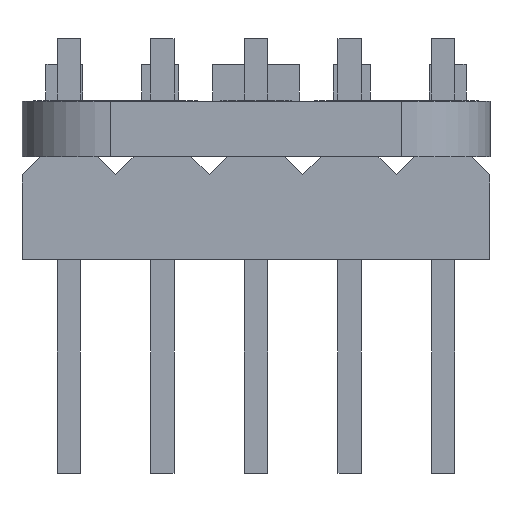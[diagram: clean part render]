
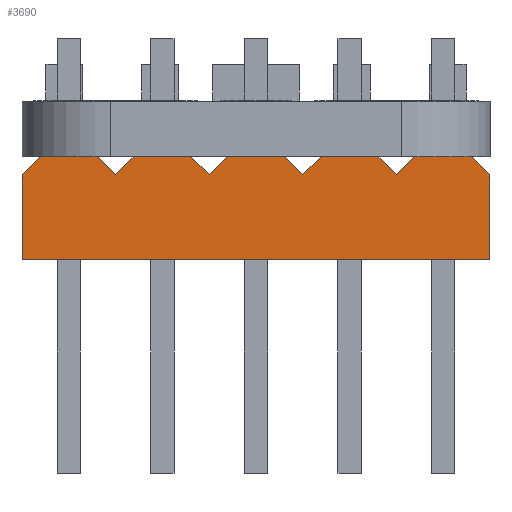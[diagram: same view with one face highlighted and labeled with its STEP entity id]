
A CAD part, front view. The second image highlights one B-rep face of the part: STEP entity #3690.
In plain terms, the highlighted planar face has unit normal (0, -1, 0).
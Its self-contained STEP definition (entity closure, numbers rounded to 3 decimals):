
#90 = CARTESIAN_POINT ( 'NONE',  ( -7.432, -5.864, 12.255 ) ) ;
#117 = DIRECTION ( 'NONE',  ( -0.707, 0., -0.707 ) ) ;
#163 = CARTESIAN_POINT ( 'NONE',  ( -5.392, -5.864, 12.755 ) ) ;
#180 = CARTESIAN_POINT ( 'NONE',  ( -5.092, -5.864, 12.455 ) ) ;
#296 = DIRECTION ( 'NONE',  ( -1., 0., 0. ) ) ;
#322 = CARTESIAN_POINT ( 'NONE',  ( 0.688, -5.864, 12.755 ) ) ;
#368 = DIRECTION ( 'NONE',  ( -0.707, 0., 0.707 ) ) ;
#375 = ORIENTED_EDGE ( 'NONE', *, *, #3655, .T. ) ;
#418 = EDGE_CURVE ( 'NONE', #3000, #6204, #4894, .T. ) ;
#425 = EDGE_CURVE ( 'NONE', #2413, #5686, #5145, .T. ) ;
#708 = VERTEX_POINT ( 'NONE', #4000 ) ;
#721 = CARTESIAN_POINT ( 'NONE',  ( -7.432, -5.864, 12.255 ) ) ;
#757 = EDGE_CURVE ( 'NONE', #4600, #3196, #3503, .T. ) ;
#1016 = VECTOR ( 'NONE', #296, 1000. ) ;
#1022 = LINE ( 'NONE', #4264, #2165 ) ;
#1030 = LINE ( 'NONE', #1102, #6133 ) ;
#1056 = VERTEX_POINT ( 'NONE', #5004 ) ;
#1084 = ORIENTED_EDGE ( 'NONE', *, *, #4838, .T. ) ;
#1096 = DIRECTION ( 'NONE',  ( -1., 0., 0. ) ) ;
#1102 = CARTESIAN_POINT ( 'NONE',  ( -9.972, -5.864, 12.755 ) ) ;
#1321 = CARTESIAN_POINT ( 'NONE',  ( 2.728, -5.864, 12.255 ) ) ;
#1339 = CARTESIAN_POINT ( 'NONE',  ( -9.972, -5.864, 12.755 ) ) ;
#1372 = VERTEX_POINT ( 'NONE', #3846 ) ;
#1375 = DIRECTION ( 'NONE',  ( -0.707, 0., -0.707 ) ) ;
#1413 = LINE ( 'NONE', #3019, #4134 ) ;
#1423 = CARTESIAN_POINT ( 'NONE',  ( 2.728, -5.864, 12.755 ) ) ;
#1454 = CARTESIAN_POINT ( 'NONE',  ( -4.892, -5.864, 12.255 ) ) ;
#1520 = PLANE ( 'NONE',  #4005 ) ;
#1690 = ORIENTED_EDGE ( 'NONE', *, *, #6725, .T. ) ;
#1761 = VERTEX_POINT ( 'NONE', #2197 ) ;
#1773 = CARTESIAN_POINT ( 'NONE',  ( 2.228, -5.864, 12.755 ) ) ;
#1797 = VECTOR ( 'NONE', #3562, 1000. ) ;
#1804 = EDGE_CURVE ( 'NONE', #2462, #2678, #5355, .T. ) ;
#1874 = ORIENTED_EDGE ( 'NONE', *, *, #6738, .T. ) ;
#1879 = DIRECTION ( 'NONE',  ( 0.707, 0., 0.707 ) ) ;
#1973 = DIRECTION ( 'NONE',  ( -1., 0., 0. ) ) ;
#2078 = ORIENTED_EDGE ( 'NONE', *, *, #5312, .F. ) ;
#2121 = EDGE_CURVE ( 'NONE', #4185, #3196, #2758, .T. ) ;
#2126 = ORIENTED_EDGE ( 'NONE', *, *, #425, .T. ) ;
#2160 = VECTOR ( 'NONE', #1879, 1000. ) ;
#2165 = VECTOR ( 'NONE', #1096, 1000. ) ;
#2197 = CARTESIAN_POINT ( 'NONE',  ( -9.972, -5.864, 9.955 ) ) ;
#2208 = VERTEX_POINT ( 'NONE', #1773 ) ;
#2227 = CARTESIAN_POINT ( 'NONE',  ( 0.688, -5.864, 12.755 ) ) ;
#2319 = VERTEX_POINT ( 'NONE', #1321 ) ;
#2350 = ORIENTED_EDGE ( 'NONE', *, *, #757, .F. ) ;
#2410 = DIRECTION ( 'NONE',  ( 1., 0., 0. ) ) ;
#2413 = VERTEX_POINT ( 'NONE', #6336 ) ;
#2426 = DIRECTION ( 'NONE',  ( 0., -1., 0. ) ) ;
#2432 = ORIENTED_EDGE ( 'NONE', *, *, #3546, .T. ) ;
#2462 = VERTEX_POINT ( 'NONE', #721 ) ;
#2483 = VERTEX_POINT ( 'NONE', #5969 ) ;
#2560 = LINE ( 'NONE', #6112, #4437 ) ;
#2636 = EDGE_CURVE ( 'NONE', #3000, #708, #1022, .T. ) ;
#2665 = CARTESIAN_POINT ( 'NONE',  ( -9.972, -5.864, 12.255 ) ) ;
#2673 = CARTESIAN_POINT ( 'NONE',  ( -1.852, -5.864, 12.755 ) ) ;
#2678 = VERTEX_POINT ( 'NONE', #5509 ) ;
#2722 = VECTOR ( 'NONE', #6298, 1000. ) ;
#2758 = LINE ( 'NONE', #2227, #5465 ) ;
#2812 = DIRECTION ( 'NONE',  ( -0.707, 0., 0.707 ) ) ;
#2883 = DIRECTION ( 'NONE',  ( 0., 0., -1. ) ) ;
#2935 = LINE ( 'NONE', #5020, #1016 ) ;
#3000 = VERTEX_POINT ( 'NONE', #163 ) ;
#3019 = CARTESIAN_POINT ( 'NONE',  ( -9.972, -5.864, 12.755 ) ) ;
#3141 = DIRECTION ( 'NONE',  ( 0.707, 0., 0.707 ) ) ;
#3172 = LINE ( 'NONE', #6656, #2160 ) ;
#3174 = DIRECTION ( 'NONE',  ( -1., 0., 0. ) ) ;
#3196 = VERTEX_POINT ( 'NONE', #6632 ) ;
#3279 = EDGE_CURVE ( 'NONE', #4786, #3510, #5678, .T. ) ;
#3481 = VECTOR ( 'NONE', #2812, 1000. ) ;
#3503 = LINE ( 'NONE', #6101, #3806 ) ;
#3510 = VERTEX_POINT ( 'NONE', #2673 ) ;
#3516 = CARTESIAN_POINT ( 'NONE',  ( -2.352, -5.864, 12.255 ) ) ;
#3546 = EDGE_CURVE ( 'NONE', #5686, #1761, #6007, .T. ) ;
#3562 = DIRECTION ( 'NONE',  ( 0., 0., 1. ) ) ;
#3594 = VECTOR ( 'NONE', #1973, 1000. ) ;
#3655 = EDGE_CURVE ( 'NONE', #2319, #2208, #2560, .T. ) ;
#3690 = ADVANCED_FACE ( 'NONE', ( #6184 ), #1520, .T. ) ;
#3806 = VECTOR ( 'NONE', #4085, 1000. ) ;
#3846 = CARTESIAN_POINT ( 'NONE',  ( -4.392, -5.864, 12.755 ) ) ;
#4000 = CARTESIAN_POINT ( 'NONE',  ( -6.932, -5.864, 12.755 ) ) ;
#4005 = AXIS2_PLACEMENT_3D ( 'NONE', #5584, #2426, #4529 ) ;
#4021 = ORIENTED_EDGE ( 'NONE', *, *, #2636, .T. ) ;
#4075 = CARTESIAN_POINT ( 'NONE',  ( -9.972, -5.864, 9.955 ) ) ;
#4085 = DIRECTION ( 'NONE',  ( 0.707, 0., -0.707 ) ) ;
#4124 = ORIENTED_EDGE ( 'NONE', *, *, #4196, .T. ) ;
#4134 = VECTOR ( 'NONE', #4857, 1000. ) ;
#4149 = LINE ( 'NONE', #5195, #3594 ) ;
#4185 = VERTEX_POINT ( 'NONE', #322 ) ;
#4196 = EDGE_CURVE ( 'NONE', #1761, #2483, #5528, .T. ) ;
#4233 = ORIENTED_EDGE ( 'NONE', *, *, #4485, .T. ) ;
#4234 = VECTOR ( 'NONE', #1375, 1000. ) ;
#4264 = CARTESIAN_POINT ( 'NONE',  ( -9.972, -5.864, 12.755 ) ) ;
#4318 = EDGE_CURVE ( 'NONE', #2678, #2413, #2935, .T. ) ;
#4406 = DIRECTION ( 'NONE',  ( 0.707, 0., -0.707 ) ) ;
#4428 = CARTESIAN_POINT ( 'NONE',  ( -2.352, -5.864, 12.255 ) ) ;
#4437 = VECTOR ( 'NONE', #368, 1000. ) ;
#4485 = EDGE_CURVE ( 'NONE', #2483, #2319, #5187, .T. ) ;
#4529 = DIRECTION ( 'NONE',  ( 0., 0., -1. ) ) ;
#4588 = ORIENTED_EDGE ( 'NONE', *, *, #5946, .T. ) ;
#4600 = VERTEX_POINT ( 'NONE', #6730 ) ;
#4648 = VECTOR ( 'NONE', #3141, 1000. ) ;
#4649 = EDGE_CURVE ( 'NONE', #4600, #3510, #1413, .T. ) ;
#4660 = ORIENTED_EDGE ( 'NONE', *, *, #4318, .T. ) ;
#4699 = ORIENTED_EDGE ( 'NONE', *, *, #418, .F. ) ;
#4786 = VERTEX_POINT ( 'NONE', #4428 ) ;
#4800 = LINE ( 'NONE', #5839, #2722 ) ;
#4838 = EDGE_CURVE ( 'NONE', #4786, #1056, #5445, .T. ) ;
#4857 = DIRECTION ( 'NONE',  ( -1., 0., 0. ) ) ;
#4894 = LINE ( 'NONE', #180, #6775 ) ;
#4904 = ORIENTED_EDGE ( 'NONE', *, *, #1804, .T. ) ;
#5004 = CARTESIAN_POINT ( 'NONE',  ( -2.852, -5.864, 12.755 ) ) ;
#5020 = CARTESIAN_POINT ( 'NONE',  ( -9.972, -5.864, 12.755 ) ) ;
#5145 = LINE ( 'NONE', #5615, #4234 ) ;
#5187 = LINE ( 'NONE', #1423, #1797 ) ;
#5192 = CARTESIAN_POINT ( 'NONE',  ( -2.152, -5.864, 12.455 ) ) ;
#5195 = CARTESIAN_POINT ( 'NONE',  ( -9.972, -5.864, 12.755 ) ) ;
#5312 = EDGE_CURVE ( 'NONE', #2462, #708, #3172, .T. ) ;
#5355 = LINE ( 'NONE', #90, #6019 ) ;
#5445 = LINE ( 'NONE', #3516, #3481 ) ;
#5465 = VECTOR ( 'NONE', #117, 1000. ) ;
#5509 = CARTESIAN_POINT ( 'NONE',  ( -7.932, -5.864, 12.755 ) ) ;
#5528 = LINE ( 'NONE', #4075, #6210 ) ;
#5584 = CARTESIAN_POINT ( 'NONE',  ( -9.972, -5.864, 12.755 ) ) ;
#5615 = CARTESIAN_POINT ( 'NONE',  ( -9.472, -5.864, 12.755 ) ) ;
#5678 = LINE ( 'NONE', #5192, #4648 ) ;
#5686 = VERTEX_POINT ( 'NONE', #2665 ) ;
#5839 = CARTESIAN_POINT ( 'NONE',  ( -4.392, -5.864, 12.755 ) ) ;
#5888 = ORIENTED_EDGE ( 'NONE', *, *, #3279, .F. ) ;
#5946 = EDGE_CURVE ( 'NONE', #2208, #4185, #4149, .T. ) ;
#5947 = DIRECTION ( 'NONE',  ( -0.707, 0., 0.707 ) ) ;
#5969 = CARTESIAN_POINT ( 'NONE',  ( 2.728, -5.864, 9.955 ) ) ;
#5987 = ORIENTED_EDGE ( 'NONE', *, *, #2121, .T. ) ;
#6007 = LINE ( 'NONE', #1339, #6316 ) ;
#6019 = VECTOR ( 'NONE', #5947, 1000. ) ;
#6101 = CARTESIAN_POINT ( 'NONE',  ( -0.012, -5.864, 12.455 ) ) ;
#6112 = CARTESIAN_POINT ( 'NONE',  ( 2.728, -5.864, 12.255 ) ) ;
#6133 = VECTOR ( 'NONE', #3174, 1000. ) ;
#6184 = FACE_OUTER_BOUND ( 'NONE', #6263, .T. ) ;
#6204 = VERTEX_POINT ( 'NONE', #1454 ) ;
#6210 = VECTOR ( 'NONE', #2410, 1000. ) ;
#6263 = EDGE_LOOP ( 'NONE', ( #1084, #1874, #1690, #4699, #4021, #2078, #4904, #4660, #2126, #2432, #4124, #4233, #375, #4588, #5987, #2350, #6435, #5888 ) ) ;
#6298 = DIRECTION ( 'NONE',  ( -0.707, 0., -0.707 ) ) ;
#6316 = VECTOR ( 'NONE', #2883, 1000. ) ;
#6336 = CARTESIAN_POINT ( 'NONE',  ( -9.472, -5.864, 12.755 ) ) ;
#6435 = ORIENTED_EDGE ( 'NONE', *, *, #4649, .T. ) ;
#6632 = CARTESIAN_POINT ( 'NONE',  ( 0.188, -5.864, 12.255 ) ) ;
#6656 = CARTESIAN_POINT ( 'NONE',  ( -7.232, -5.864, 12.455 ) ) ;
#6725 = EDGE_CURVE ( 'NONE', #1372, #6204, #4800, .T. ) ;
#6730 = CARTESIAN_POINT ( 'NONE',  ( -0.312, -5.864, 12.755 ) ) ;
#6738 = EDGE_CURVE ( 'NONE', #1056, #1372, #1030, .T. ) ;
#6775 = VECTOR ( 'NONE', #4406, 1000. ) ;
